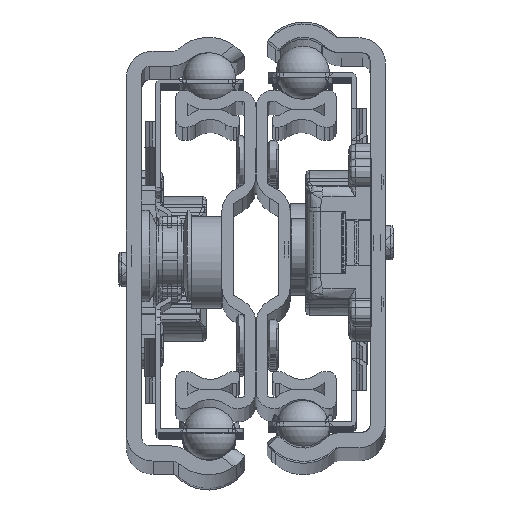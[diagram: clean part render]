
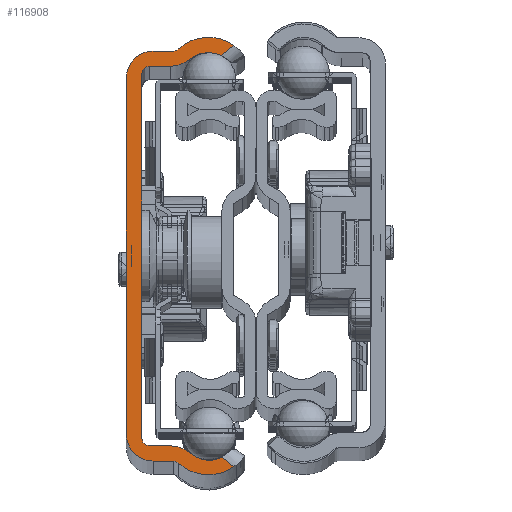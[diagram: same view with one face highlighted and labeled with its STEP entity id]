
A CAD part, top view. The second image highlights one B-rep face of the part: STEP entity #116908.
In plain terms, the highlighted planar face has unit normal (0, 0, 1).
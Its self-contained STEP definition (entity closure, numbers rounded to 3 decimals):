
#8175=PLANE('',#125031);
#13393=LINE('',#198760,#21605);
#13396=LINE('',#198768,#21608);
#13399=LINE('',#198776,#21611);
#13503=LINE('',#199056,#21715);
#13506=LINE('',#199064,#21718);
#13764=LINE('',#199692,#21976);
#13776=LINE('',#199746,#21988);
#13777=LINE('',#199754,#21989);
#13782=LINE('',#199769,#21994);
#13785=LINE('',#199779,#21997);
#21605=VECTOR('',#143510,10.);
#21608=VECTOR('',#143519,10.);
#21611=VECTOR('',#143528,10.);
#21715=VECTOR('',#143708,10.);
#21718=VECTOR('',#143717,10.);
#21976=VECTOR('',#144377,10.);
#21988=VECTOR('',#144415,10.);
#21989=VECTOR('',#144418,10.);
#21994=VECTOR('',#144437,10.);
#21997=VECTOR('',#144450,10.);
#30478=FACE_OUTER_BOUND('',#36752,.T.);
#36752=EDGE_LOOP('',(#90831,#90832,#90833,#90834,#90835,#90836,#90837,#90838,
#90839,#90840,#90841,#90842,#90843,#90844,#90845,#90846,#90847,#90848,#90849,
#90850,#90851,#90852));
#42078=CIRCLE('',#124753,3.8);
#42079=CIRCLE('',#124756,4.);
#42080=CIRCLE('',#124759,1.);
#42116=CIRCLE('',#124797,1.);
#42117=CIRCLE('',#124800,4.);
#42118=CIRCLE('',#124803,3.8);
#42159=CIRCLE('',#125010,5.8);
#42160=CIRCLE('',#125020,5.8);
#42161=CIRCLE('',#125022,1.);
#42162=CIRCLE('',#125025,3.5);
#42163=CIRCLE('',#125027,3.5);
#42164=CIRCLE('',#125030,1.);
#50000=VERTEX_POINT('',#198747);
#50001=VERTEX_POINT('',#198749);
#50002=VERTEX_POINT('',#198758);
#50003=VERTEX_POINT('',#198762);
#50004=VERTEX_POINT('',#198766);
#50005=VERTEX_POINT('',#198770);
#50006=VERTEX_POINT('',#198774);
#50143=VERTEX_POINT('',#199050);
#50144=VERTEX_POINT('',#199054);
#50145=VERTEX_POINT('',#199058);
#50146=VERTEX_POINT('',#199062);
#50148=VERTEX_POINT('',#199068);
#50300=VERTEX_POINT('',#199689);
#50301=VERTEX_POINT('',#199691);
#50307=VERTEX_POINT('',#199720);
#50308=VERTEX_POINT('',#199725);
#50312=VERTEX_POINT('',#199749);
#50313=VERTEX_POINT('',#199759);
#50314=VERTEX_POINT('',#199763);
#50315=VERTEX_POINT('',#199767);
#50316=VERTEX_POINT('',#199773);
#50317=VERTEX_POINT('',#199777);
#64379=EDGE_CURVE('',#50001,#50000,#42078,.T.);
#64382=EDGE_CURVE('',#50000,#50002,#13393,.T.);
#64384=EDGE_CURVE('',#50002,#50003,#42079,.T.);
#64386=EDGE_CURVE('',#50003,#50004,#13396,.T.);
#64388=EDGE_CURVE('',#50004,#50005,#42080,.T.);
#64390=EDGE_CURVE('',#50005,#50006,#13399,.T.);
#64528=EDGE_CURVE('',#50006,#50143,#42116,.T.);
#64530=EDGE_CURVE('',#50143,#50144,#13503,.T.);
#64532=EDGE_CURVE('',#50144,#50145,#42117,.T.);
#64534=EDGE_CURVE('',#50145,#50146,#13506,.T.);
#64537=EDGE_CURVE('',#50146,#50148,#42118,.T.);
#64834=EDGE_CURVE('',#50301,#50300,#13764,.T.);
#64846=EDGE_CURVE('',#50308,#50307,#42159,.T.);
#64853=EDGE_CURVE('',#50001,#50307,#13776,.T.);
#64855=EDGE_CURVE('',#50312,#50148,#13777,.T.);
#64859=EDGE_CURVE('',#50312,#50313,#42160,.T.);
#64861=EDGE_CURVE('',#50313,#50314,#42161,.T.);
#64863=EDGE_CURVE('',#50314,#50315,#13782,.T.);
#64864=EDGE_CURVE('',#50315,#50301,#42162,.T.);
#64866=EDGE_CURVE('',#50300,#50316,#42163,.T.);
#64868=EDGE_CURVE('',#50316,#50317,#13785,.T.);
#64869=EDGE_CURVE('',#50317,#50308,#42164,.T.);
#90831=ORIENTED_EDGE('',*,*,#64853,.F.);
#90832=ORIENTED_EDGE('',*,*,#64379,.T.);
#90833=ORIENTED_EDGE('',*,*,#64382,.T.);
#90834=ORIENTED_EDGE('',*,*,#64384,.T.);
#90835=ORIENTED_EDGE('',*,*,#64386,.T.);
#90836=ORIENTED_EDGE('',*,*,#64388,.T.);
#90837=ORIENTED_EDGE('',*,*,#64390,.T.);
#90838=ORIENTED_EDGE('',*,*,#64528,.T.);
#90839=ORIENTED_EDGE('',*,*,#64530,.T.);
#90840=ORIENTED_EDGE('',*,*,#64532,.T.);
#90841=ORIENTED_EDGE('',*,*,#64534,.T.);
#90842=ORIENTED_EDGE('',*,*,#64537,.T.);
#90843=ORIENTED_EDGE('',*,*,#64855,.F.);
#90844=ORIENTED_EDGE('',*,*,#64859,.T.);
#90845=ORIENTED_EDGE('',*,*,#64861,.T.);
#90846=ORIENTED_EDGE('',*,*,#64863,.T.);
#90847=ORIENTED_EDGE('',*,*,#64864,.T.);
#90848=ORIENTED_EDGE('',*,*,#64834,.T.);
#90849=ORIENTED_EDGE('',*,*,#64866,.T.);
#90850=ORIENTED_EDGE('',*,*,#64868,.T.);
#90851=ORIENTED_EDGE('',*,*,#64869,.T.);
#90852=ORIENTED_EDGE('',*,*,#64846,.T.);
#116908=ADVANCED_FACE('',(#30478),#8175,.F.);
#124753=AXIS2_PLACEMENT_3D('',#198750,#143505,#143506);
#124756=AXIS2_PLACEMENT_3D('',#198764,#143514,#143515);
#124759=AXIS2_PLACEMENT_3D('',#198772,#143523,#143524);
#124797=AXIS2_PLACEMENT_3D('',#199052,#143703,#143704);
#124800=AXIS2_PLACEMENT_3D('',#199060,#143712,#143713);
#124803=AXIS2_PLACEMENT_3D('',#199075,#143721,#143722);
#125010=AXIS2_PLACEMENT_3D('',#199726,#144399,#144400);
#125020=AXIS2_PLACEMENT_3D('',#199761,#144427,#144428);
#125022=AXIS2_PLACEMENT_3D('',#199765,#144432,#144433);
#125025=AXIS2_PLACEMENT_3D('',#199771,#144440,#144441);
#125027=AXIS2_PLACEMENT_3D('',#199775,#144445,#144446);
#125030=AXIS2_PLACEMENT_3D('',#199781,#144453,#144454);
#125031=AXIS2_PLACEMENT_3D('',#199782,#144455,#144456);
#143505=DIRECTION('center_axis',(0.,0.,-1.));
#143506=DIRECTION('ref_axis',(0.627,-0.779,0.));
#143510=DIRECTION('',(-0.779,0.627,0.));
#143514=DIRECTION('center_axis',(0.,0.,1.));
#143515=DIRECTION('ref_axis',(0.,-1.,0.));
#143519=DIRECTION('',(-1.,0.,0.));
#143523=DIRECTION('center_axis',(0.,0.,-1.));
#143524=DIRECTION('ref_axis',(0.,-1.,0.));
#143528=DIRECTION('',(0.,1.,0.));
#143703=DIRECTION('center_axis',(0.,0.,-1.));
#143704=DIRECTION('ref_axis',(-1.,0.,0.));
#143708=DIRECTION('',(1.,0.,0.));
#143712=DIRECTION('center_axis',(0.,0.,1.));
#143713=DIRECTION('ref_axis',(-0.627,0.779,0.));
#143717=DIRECTION('',(0.779,0.627,0.));
#143721=DIRECTION('center_axis',(0.,0.,-1.));
#143722=DIRECTION('ref_axis',(-0.627,0.779,0.));
#144377=DIRECTION('',(0.,-1.,0.));
#144399=DIRECTION('center_axis',(0.,0.,1.));
#144400=DIRECTION('ref_axis',(-0.627,0.779,0.));
#144415=DIRECTION('',(0.781,-0.625,0.));
#144418=DIRECTION('',(-0.781,-0.625,0.));
#144427=DIRECTION('center_axis',(0.,0.,1.));
#144428=DIRECTION('ref_axis',(0.678,-0.735,0.));
#144432=DIRECTION('center_axis',(0.,0.,-1.));
#144433=DIRECTION('ref_axis',(0.678,-0.735,0.));
#144437=DIRECTION('',(-1.,0.,0.));
#144440=DIRECTION('center_axis',(0.,0.,1.));
#144441=DIRECTION('ref_axis',(1.,0.,0.));
#144445=DIRECTION('center_axis',(0.,0.,1.));
#144446=DIRECTION('ref_axis',(0.,1.,0.));
#144450=DIRECTION('',(1.,0.,0.));
#144453=DIRECTION('center_axis',(0.,0.,-1.));
#144454=DIRECTION('ref_axis',(0.,1.,0.));
#144455=DIRECTION('center_axis',(0.,0.,-1.));
#144456=DIRECTION('ref_axis',(1.,0.,0.));
#198747=CARTESIAN_POINT('',(-22.048,-40.265,-521.74));
#198749=CARTESIAN_POINT('',(-17.983,-40.712,-521.74));
#198750=CARTESIAN_POINT('Origin',(-19.666,-37.305,-521.74));
#198758=CARTESIAN_POINT('',(-22.143,-40.189,-521.74));
#198760=CARTESIAN_POINT('',(-22.048,-40.265,-521.74));
#198762=CARTESIAN_POINT('',(-24.651,-39.305,-521.74));
#198764=CARTESIAN_POINT('Origin',(-24.651,-43.305,-521.74));
#198766=CARTESIAN_POINT('',(-27.416,-39.305,-521.74));
#198768=CARTESIAN_POINT('',(-24.651,-39.305,-521.74));
#198770=CARTESIAN_POINT('',(-28.416,-38.305,-521.74));
#198772=CARTESIAN_POINT('Origin',(-27.416,-38.305,-521.74));
#198774=CARTESIAN_POINT('',(-28.416,9.495,-521.74));
#198776=CARTESIAN_POINT('',(-28.416,-38.305,-521.74));
#199050=CARTESIAN_POINT('',(-27.416,10.495,-521.74));
#199052=CARTESIAN_POINT('Origin',(-27.416,9.495,-521.74));
#199054=CARTESIAN_POINT('',(-24.651,10.495,-521.74));
#199056=CARTESIAN_POINT('',(-27.416,10.495,-521.74));
#199058=CARTESIAN_POINT('',(-22.143,11.379,-521.74));
#199060=CARTESIAN_POINT('Origin',(-24.651,14.495,-521.74));
#199062=CARTESIAN_POINT('',(-22.048,11.456,-521.74));
#199064=CARTESIAN_POINT('',(-22.143,11.379,-521.74));
#199068=CARTESIAN_POINT('',(-17.983,11.902,-521.74));
#199075=CARTESIAN_POINT('Origin',(-19.666,8.495,-521.74));
#199689=CARTESIAN_POINT('',(-30.416,-37.805,-521.74));
#199691=CARTESIAN_POINT('',(-30.416,8.995,-521.74));
#199692=CARTESIAN_POINT('',(-30.416,8.995,-521.74));
#199720=CARTESIAN_POINT('',(-16.32,-42.043,-521.74));
#199725=CARTESIAN_POINT('',(-23.597,-41.569,-521.74));
#199726=CARTESIAN_POINT('Origin',(-19.666,-37.305,-521.74));
#199746=CARTESIAN_POINT('',(-26.706,-33.726,-521.74));
#199749=CARTESIAN_POINT('',(-16.32,13.233,-521.74));
#199754=CARTESIAN_POINT('',(-26.194,5.326,-521.74));
#199759=CARTESIAN_POINT('',(-23.597,12.76,-521.74));
#199761=CARTESIAN_POINT('Origin',(-19.666,8.495,-521.74));
#199763=CARTESIAN_POINT('',(-24.274,12.495,-521.74));
#199765=CARTESIAN_POINT('Origin',(-24.274,13.495,-521.74));
#199767=CARTESIAN_POINT('',(-26.916,12.495,-521.74));
#199769=CARTESIAN_POINT('',(-24.274,12.495,-521.74));
#199771=CARTESIAN_POINT('Origin',(-26.916,8.995,-521.74));
#199773=CARTESIAN_POINT('',(-26.916,-41.305,-521.74));
#199775=CARTESIAN_POINT('Origin',(-26.916,-37.805,-521.74));
#199777=CARTESIAN_POINT('',(-24.274,-41.305,-521.74));
#199779=CARTESIAN_POINT('',(-26.916,-41.305,-521.74));
#199781=CARTESIAN_POINT('Origin',(-24.274,-42.305,-521.74));
#199782=CARTESIAN_POINT('Origin',(-26.853,-14.405,-521.74));
